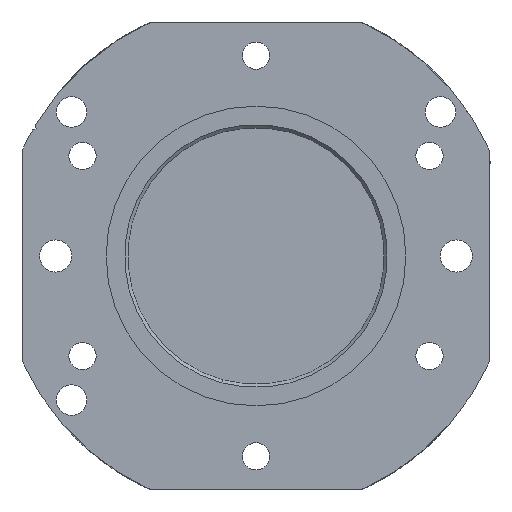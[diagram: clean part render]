
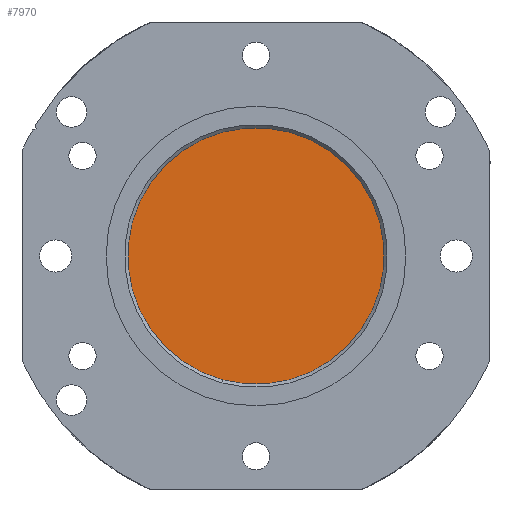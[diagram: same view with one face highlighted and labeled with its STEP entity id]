
A CAD part, front view. The second image highlights one B-rep face of the part: STEP entity #7970.
In plain terms, the highlighted planar face has unit normal (0, -1, 0).
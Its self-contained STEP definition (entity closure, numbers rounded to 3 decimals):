
#1024 = DIRECTION ( 'NONE',  ( 0.259, 0., 0.966 ) ) ;
#2530 = EDGE_CURVE ( 'NONE', #16456, #28584, #20561, .T. ) ;
#2925 = DIRECTION ( 'NONE',  ( 0., -1., 0. ) ) ;
#4435 = ORIENTED_EDGE ( 'NONE', *, *, #26122, .T. ) ;
#4500 = EDGE_LOOP ( 'NONE', ( #4435, #30659 ) ) ;
#5379 = FACE_OUTER_BOUND ( 'NONE', #4500, .T. ) ;
#6409 = AXIS2_PLACEMENT_3D ( 'NONE', #10689, #26295, #15390 ) ;
#6808 = PLANE ( 'NONE',  #21251 ) ;
#7970 = ADVANCED_FACE ( 'NONE', ( #5379 ), #6808, .T. ) ;
#8693 = CARTESIAN_POINT ( 'NONE',  ( -10.353, -18.15, -38.637 ) ) ;
#10689 = CARTESIAN_POINT ( 'NONE',  ( 0., -18.15, 0. ) ) ;
#12715 = CARTESIAN_POINT ( 'NONE',  ( 0., -18.15, 0. ) ) ;
#15390 = DIRECTION ( 'NONE',  ( 0.259, 0., 0.966 ) ) ;
#16456 = VERTEX_POINT ( 'NONE', #8693 ) ;
#18523 = DIRECTION ( 'NONE',  ( 0., -1., 0. ) ) ;
#20344 = CARTESIAN_POINT ( 'NONE',  ( 0., -18.15, 0. ) ) ;
#20561 = CIRCLE ( 'NONE', #6409, 40. ) ;
#21251 = AXIS2_PLACEMENT_3D ( 'NONE', #12715, #18523, #1024 ) ;
#23203 = DIRECTION ( 'NONE',  ( 0.259, 0., 0.966 ) ) ;
#26122 = EDGE_CURVE ( 'NONE', #28584, #16456, #35607, .T. ) ;
#26295 = DIRECTION ( 'NONE',  ( 0., -1., 0. ) ) ;
#26393 = CARTESIAN_POINT ( 'NONE',  ( 10.353, -18.15, 38.637 ) ) ;
#28506 = AXIS2_PLACEMENT_3D ( 'NONE', #20344, #2925, #23203 ) ;
#28584 = VERTEX_POINT ( 'NONE', #26393 ) ;
#30659 = ORIENTED_EDGE ( 'NONE', *, *, #2530, .T. ) ;
#35607 = CIRCLE ( 'NONE', #28506, 40. ) ;
